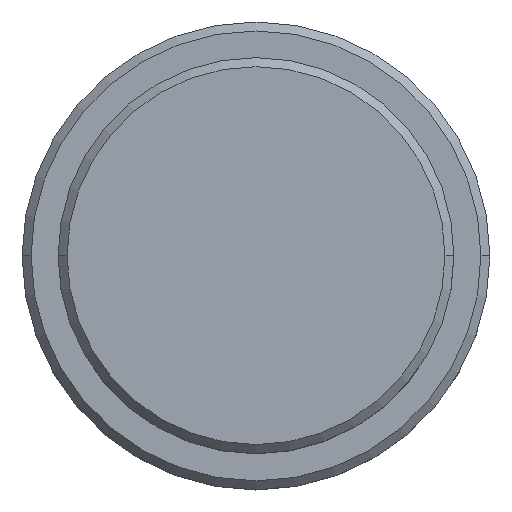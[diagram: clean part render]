
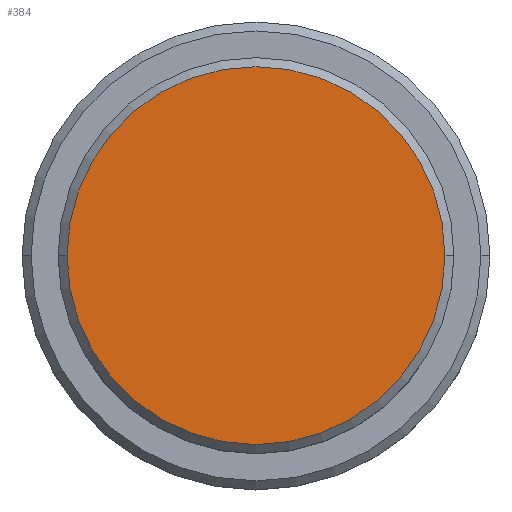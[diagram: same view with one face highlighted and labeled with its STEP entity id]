
A CAD part, top view. The second image highlights one B-rep face of the part: STEP entity #384.
In plain terms, the highlighted planar face has unit normal (0, 0, 1).
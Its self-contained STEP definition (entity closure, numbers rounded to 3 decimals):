
#15 = PLANE ( 'NONE',  #1068 ) ;
#71 = DIRECTION ( 'NONE',  ( 0., 0., 1. ) ) ;
#120 = CIRCLE ( 'NONE', #566, 10.5 ) ;
#149 = EDGE_LOOP ( 'NONE', ( #744, #790 ) ) ;
#153 = EDGE_CURVE ( 'NONE', #769, #567, #546, .T. ) ;
#212 = DIRECTION ( 'NONE',  ( 1., 0., 0. ) ) ;
#322 = DIRECTION ( 'NONE',  ( 0., 0., 1. ) ) ;
#384 = ADVANCED_FACE ( 'NONE', ( #1219 ), #15, .T. ) ;
#546 = CIRCLE ( 'NONE', #1341, 10.5 ) ;
#566 = AXIS2_PLACEMENT_3D ( 'NONE', #822, #71, #1271 ) ;
#567 = VERTEX_POINT ( 'NONE', #825 ) ;
#744 = ORIENTED_EDGE ( 'NONE', *, *, #153, .T. ) ;
#769 = VERTEX_POINT ( 'NONE', #1243 ) ;
#790 = ORIENTED_EDGE ( 'NONE', *, *, #1195, .T. ) ;
#794 = DIRECTION ( 'NONE',  ( 0., 0., 1. ) ) ;
#822 = CARTESIAN_POINT ( 'NONE',  ( 0., 0., 0. ) ) ;
#825 = CARTESIAN_POINT ( 'NONE',  ( 10.5, 0., 0. ) ) ;
#1068 = AXIS2_PLACEMENT_3D ( 'NONE', #1102, #794, #1312 ) ;
#1083 = CARTESIAN_POINT ( 'NONE',  ( 0., 0., 0. ) ) ;
#1102 = CARTESIAN_POINT ( 'NONE',  ( 0., 0., 0. ) ) ;
#1195 = EDGE_CURVE ( 'NONE', #567, #769, #120, .T. ) ;
#1219 = FACE_OUTER_BOUND ( 'NONE', #149, .T. ) ;
#1243 = CARTESIAN_POINT ( 'NONE',  ( -10.5, 0., 0. ) ) ;
#1271 = DIRECTION ( 'NONE',  ( 1., 0., 0. ) ) ;
#1312 = DIRECTION ( 'NONE',  ( 1., 0., 0. ) ) ;
#1341 = AXIS2_PLACEMENT_3D ( 'NONE', #1083, #322, #212 ) ;
